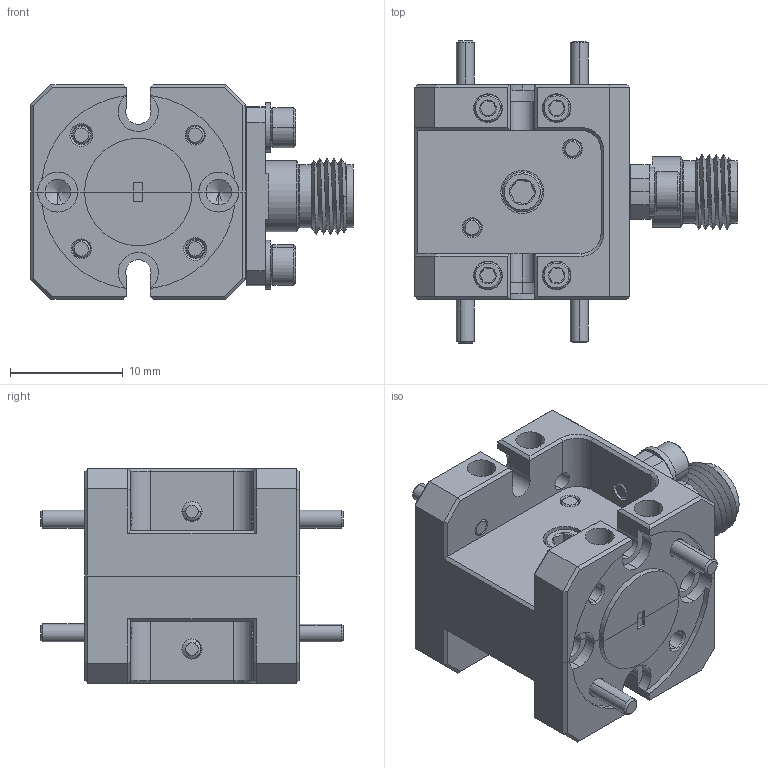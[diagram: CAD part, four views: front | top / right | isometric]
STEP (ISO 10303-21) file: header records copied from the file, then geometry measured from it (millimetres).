
FILE_DESCRIPTION (( 'STEP AP203' ), '1' );
FILE_NAME ('FB-ED-A.STEP', '2022-07-12T17:22:58', ( '' ), ( '' ), 'SwSTEP 2.0', 'SolidWorks 2021', '' );
FILE_SCHEMA (( 'CONFIG_CONTROL_DESIGN' ));
Products named in the file (1): FB-ED-A
Bounding box: 28.57 x 26.8 x 19.05 mm (x, y, z)
Volume: 4710.3 mm3; surface area: 5308.5 mm2
Topology: 18 solids, 18 shells, 1202 faces, 3227 edges, 2063 vertices
Faces by surface type: cylinder 771, plane 248, cone 165, bspline 16, torus 2
Entity records: 51978 total; most frequent: CARTESIAN_POINT 25345, ORIENTED_EDGE 6414, DIRECTION 4806, EDGE_CURVE 3207, VERTEX_POINT 2063, AXIS2_PLACEMENT_3D 1715, VECTOR 1376, LINE 1376
